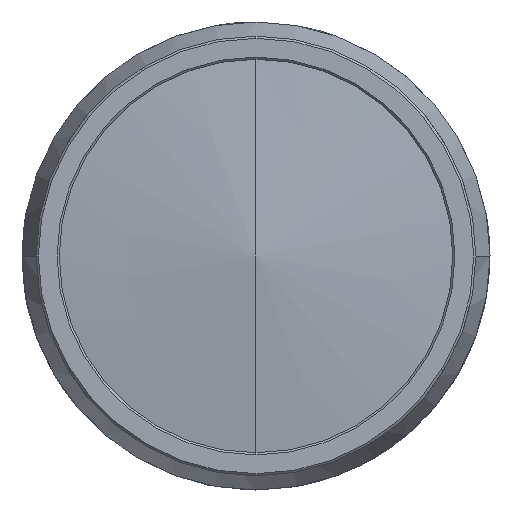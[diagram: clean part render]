
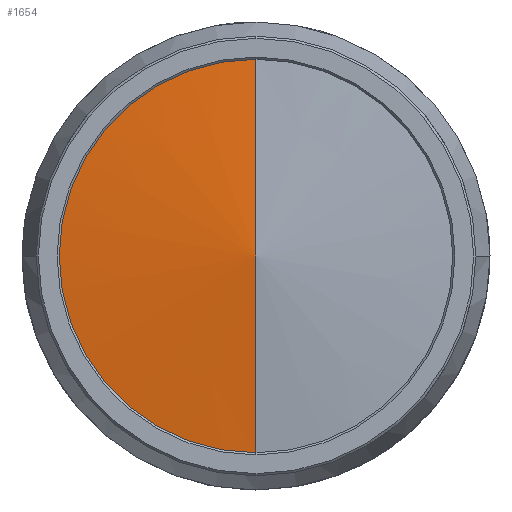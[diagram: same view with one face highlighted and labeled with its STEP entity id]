
A CAD part, left-side view. The second image highlights one B-rep face of the part: STEP entity #1654.
In plain terms, the highlighted conical face has half-angle 84.082 degrees and reference radius 9646.53 mm.
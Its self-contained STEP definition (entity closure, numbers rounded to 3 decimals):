
#59 = VECTOR ( 'NONE', #889, 1000. ) ;
#147 = DIRECTION ( 'NONE',  ( 1., 0., 0. ) ) ;
#158 = DIRECTION ( 'NONE',  ( 0., 0., -1. ) ) ;
#272 = CARTESIAN_POINT ( 'NONE',  ( 0., 0., 0. ) ) ;
#339 = DIRECTION ( 'NONE',  ( 1., 0., 0. ) ) ;
#439 = CARTESIAN_POINT ( 'NONE',  ( 0., 0., 0. ) ) ;
#569 = CONICAL_SURFACE ( 'NONE', #3557, 9646.527, 1.468 ) ;
#615 = CARTESIAN_POINT ( 'NONE',  ( 0., 0., 0. ) ) ;
#630 = ORIENTED_EDGE ( 'NONE', *, *, #2389, .F. ) ;
#889 = DIRECTION ( 'NONE',  ( 0.103, 0., 0.995 ) ) ;
#967 = VERTEX_POINT ( 'NONE', #272 ) ;
#1206 = DIRECTION ( 'NONE',  ( 0., 0., -1. ) ) ;
#1214 = LINE ( 'NONE', #615, #59 ) ;
#1312 = EDGE_CURVE ( 'NONE', #967, #3512, #3040, .T. ) ;
#1585 = ORIENTED_EDGE ( 'NONE', *, *, #2743, .T. ) ;
#1654 = ADVANCED_FACE ( 'NONE', ( #1767 ), #569, .T. ) ;
#1767 = FACE_OUTER_BOUND ( 'NONE', #2523, .T. ) ;
#1827 = DIRECTION ( 'NONE',  ( 0.103, 0., -0.995 ) ) ;
#1927 = VERTEX_POINT ( 'NONE', #1948 ) ;
#1948 = CARTESIAN_POINT ( 'NONE',  ( 2.877, 0., 27.75 ) ) ;
#2040 = CARTESIAN_POINT ( 'NONE',  ( 1000., 0., 0. ) ) ;
#2135 = CARTESIAN_POINT ( 'NONE',  ( 2.877, 0., -27.75 ) ) ;
#2216 = CIRCLE ( 'NONE', #3337, 27.75 ) ;
#2373 = ORIENTED_EDGE ( 'NONE', *, *, #1312, .F. ) ;
#2389 = EDGE_CURVE ( 'NONE', #3512, #1927, #2216, .T. ) ;
#2523 = EDGE_LOOP ( 'NONE', ( #2373, #1585, #630 ) ) ;
#2743 = EDGE_CURVE ( 'NONE', #967, #1927, #1214, .T. ) ;
#2960 = VECTOR ( 'NONE', #1827, 1000. ) ;
#3040 = LINE ( 'NONE', #439, #2960 ) ;
#3337 = AXIS2_PLACEMENT_3D ( 'NONE', #3594, #147, #158 ) ;
#3512 = VERTEX_POINT ( 'NONE', #2135 ) ;
#3557 = AXIS2_PLACEMENT_3D ( 'NONE', #2040, #339, #1206 ) ;
#3594 = CARTESIAN_POINT ( 'NONE',  ( 2.877, 0., 0. ) ) ;
